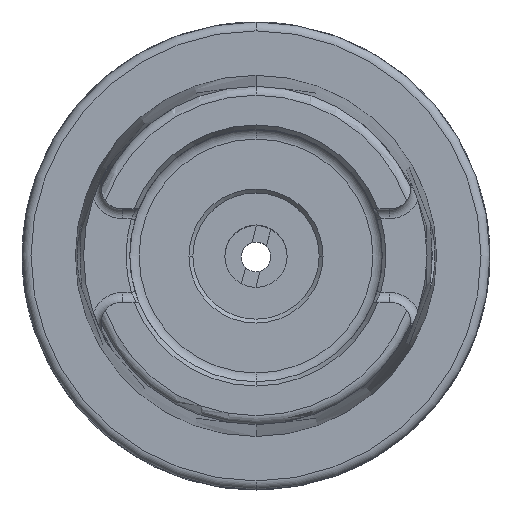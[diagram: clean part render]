
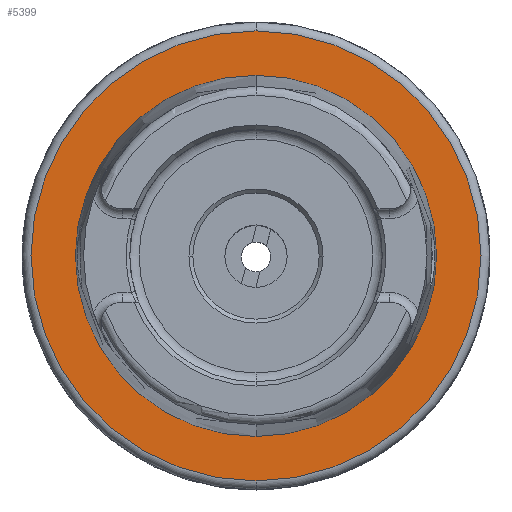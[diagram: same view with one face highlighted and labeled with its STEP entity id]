
A CAD part, top view. The second image highlights one B-rep face of the part: STEP entity #5399.
In plain terms, the highlighted planar face has unit normal (0, 0, 1).
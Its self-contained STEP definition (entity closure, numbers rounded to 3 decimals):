
#611 = EDGE_CURVE ( 'NONE', #5077, #1086, #1741, .T. ) ;
#999 = CARTESIAN_POINT ( 'NONE',  ( 0., 0., 25.95 ) ) ;
#1086 = VERTEX_POINT ( 'NONE', #1514 ) ;
#1302 = CARTESIAN_POINT ( 'NONE',  ( 0., 24.321, 25.95 ) ) ;
#1514 = CARTESIAN_POINT ( 'NONE',  ( 0., 30.3, 25.95 ) ) ;
#1536 = DIRECTION ( 'NONE',  ( 0., -1., 0. ) ) ;
#1613 = ORIENTED_EDGE ( 'NONE', *, *, #7113, .F. ) ;
#1741 = CIRCLE ( 'NONE', #6183, 30.3 ) ;
#1982 = EDGE_LOOP ( 'NONE', ( #1613, #3875 ) ) ;
#2047 = CARTESIAN_POINT ( 'NONE',  ( 0., -24.321, 25.95 ) ) ;
#2110 = DIRECTION ( 'NONE',  ( 0., 0., -1. ) ) ;
#2147 = CARTESIAN_POINT ( 'NONE',  ( 0., 0., 25.95 ) ) ;
#2332 = VERTEX_POINT ( 'NONE', #2047 ) ;
#2365 = AXIS2_PLACEMENT_3D ( 'NONE', #5394, #3113, #8890 ) ;
#2527 = AXIS2_PLACEMENT_3D ( 'NONE', #4407, #8952, #1536 ) ;
#2803 = CARTESIAN_POINT ( 'NONE',  ( 0., 0., 25.95 ) ) ;
#2972 = CIRCLE ( 'NONE', #8180, 24.321 ) ;
#3113 = DIRECTION ( 'NONE',  ( 0., 0., -1. ) ) ;
#3374 = EDGE_CURVE ( 'NONE', #2332, #5283, #6366, .T. ) ;
#3489 = DIRECTION ( 'NONE',  ( 0., 0., -1. ) ) ;
#3875 = ORIENTED_EDGE ( 'NONE', *, *, #611, .F. ) ;
#4264 = CIRCLE ( 'NONE', #6338, 30.3 ) ;
#4407 = CARTESIAN_POINT ( 'NONE',  ( 0., 24.321, 25.95 ) ) ;
#4504 = FACE_BOUND ( 'NONE', #8126, .T. ) ;
#4940 = DIRECTION ( 'NONE',  ( 0., 1., 0. ) ) ;
#5069 = DIRECTION ( 'NONE',  ( 0., 1., 0. ) ) ;
#5077 = VERTEX_POINT ( 'NONE', #7308 ) ;
#5283 = VERTEX_POINT ( 'NONE', #1302 ) ;
#5394 = CARTESIAN_POINT ( 'NONE',  ( 0., 0., 25.95 ) ) ;
#5399 = ADVANCED_FACE ( 'NONE', ( #4504, #7252 ), #7345, .T. ) ;
#6001 = EDGE_CURVE ( 'NONE', #5283, #2332, #2972, .T. ) ;
#6183 = AXIS2_PLACEMENT_3D ( 'NONE', #999, #8937, #8153 ) ;
#6338 = AXIS2_PLACEMENT_3D ( 'NONE', #2803, #2110, #4940 ) ;
#6366 = CIRCLE ( 'NONE', #2365, 24.321 ) ;
#6598 = ORIENTED_EDGE ( 'NONE', *, *, #3374, .T. ) ;
#7113 = EDGE_CURVE ( 'NONE', #1086, #5077, #4264, .T. ) ;
#7252 = FACE_OUTER_BOUND ( 'NONE', #1982, .T. ) ;
#7308 = CARTESIAN_POINT ( 'NONE',  ( 0., -30.3, 25.95 ) ) ;
#7345 = PLANE ( 'NONE',  #2527 ) ;
#8126 = EDGE_LOOP ( 'NONE', ( #8598, #6598 ) ) ;
#8153 = DIRECTION ( 'NONE',  ( 0., 1., 0. ) ) ;
#8180 = AXIS2_PLACEMENT_3D ( 'NONE', #2147, #3489, #5069 ) ;
#8598 = ORIENTED_EDGE ( 'NONE', *, *, #6001, .T. ) ;
#8890 = DIRECTION ( 'NONE',  ( 0., 1., 0. ) ) ;
#8937 = DIRECTION ( 'NONE',  ( 0., 0., -1. ) ) ;
#8952 = DIRECTION ( 'NONE',  ( 0., 0., 1. ) ) ;
